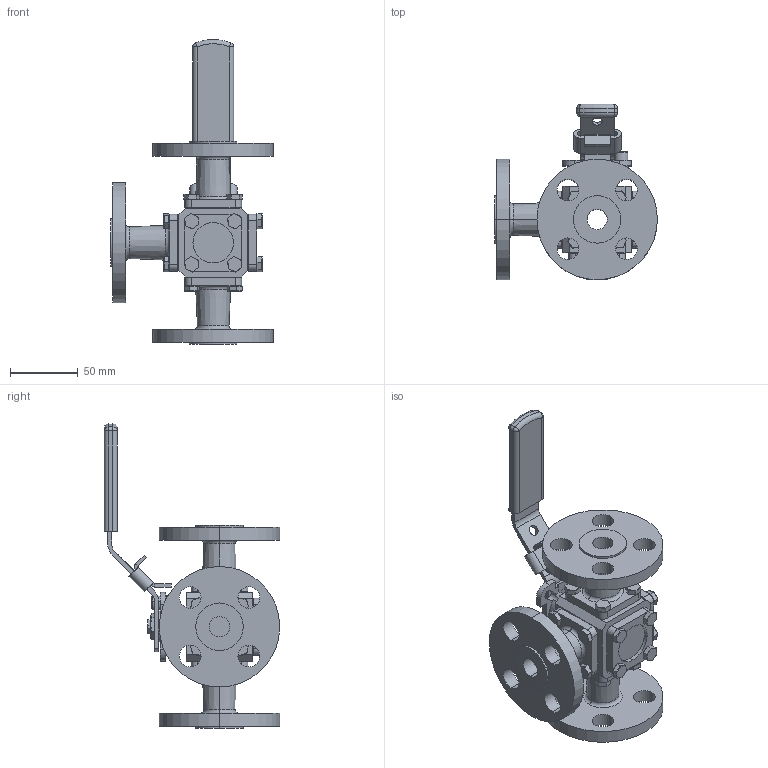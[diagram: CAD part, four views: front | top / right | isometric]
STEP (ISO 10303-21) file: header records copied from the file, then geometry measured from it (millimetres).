
FILE_DESCRIPTION (( 'STEP AP214' ), '1' );
FILE_NAME ('33-F1-0050-XXX.step', '2019-09-30T20:14:58', ( '' ), ( '' ), 'SwSTEP 2.0', 'SolidWorks 2019', '' );
FILE_SCHEMA (( 'AUTOMOTIVE_DESIGN' ));
Length unit declared in the file: millimetre
Products named in the file (2): 33-F1-0050-XXX
Bounding box: 120.17 x 129.51 x 225.01 mm (x, y, z)
Surface area: 113260.7 mm2 (no closed solid volume)
Topology: 0 solids, 38 shells, 647 faces, 1789 edges, 1180 vertices
Faces by surface type: plane 471, cylinder 127, cone 23, torus 22, sphere 4
Entity records: 27767 total; most frequent: CARTESIAN_POINT 3975, DIRECTION 3529, ORIENTED_EDGE 3100, EDGE_CURVE 1783, LINE 1241, VECTOR 1241, VERTEX_POINT 1180, AXIS2_PLACEMENT_3D 1144
